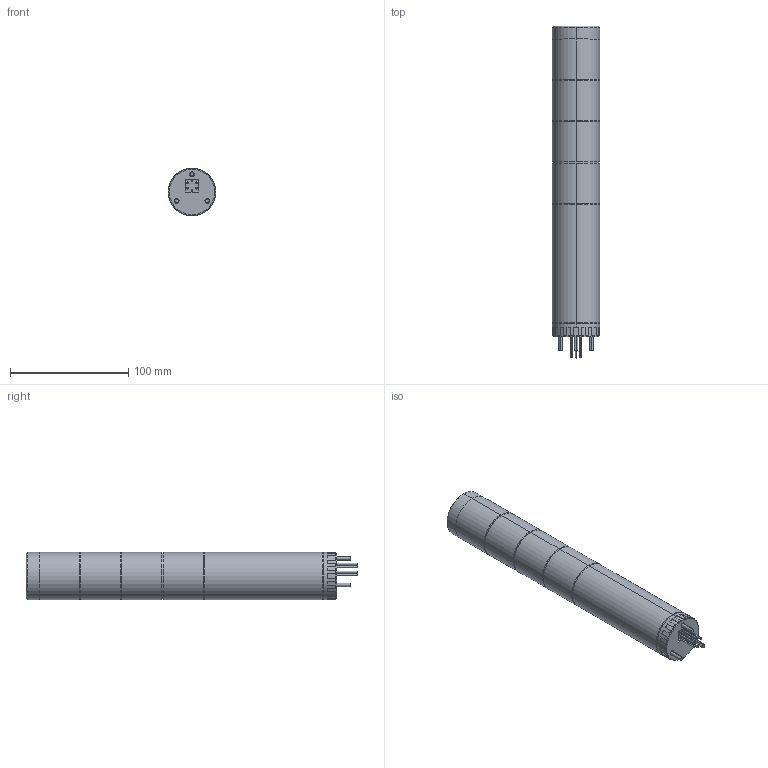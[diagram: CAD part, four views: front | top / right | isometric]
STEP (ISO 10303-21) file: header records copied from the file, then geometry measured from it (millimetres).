
FILE_DESCRIPTION (( 'STEP AP214' ), '1' );
FILE_NAME ('LCE-402W-RYGB.step', '2016-10-25T14:44:31', ( '' ), ( '' ), 'SwSTEP 2.0', 'SolidWorks 2016', '' );
FILE_SCHEMA (( 'AUTOMOTIVE_DESIGN' ));
Length unit declared in the file: millimetre
Products named in the file (1): LCE-402W-RYGB
Bounding box: 40 x 281 x 40 mm (x, y, z)
Volume: 328840.4 mm3; surface area: 66507.1 mm2
Topology: 23 solids, 23 shells, 210 faces, 482 edges, 320 vertices
Faces by surface type: plane 152, cylinder 54, cone 2, torus 2
Entity records: 6204 total; most frequent: DIRECTION 1058, CARTESIAN_POINT 1013, ORIENTED_EDGE 964, EDGE_CURVE 482, AXIS2_PLACEMENT_3D 365, VECTOR 328, LINE 328, VERTEX_POINT 320
